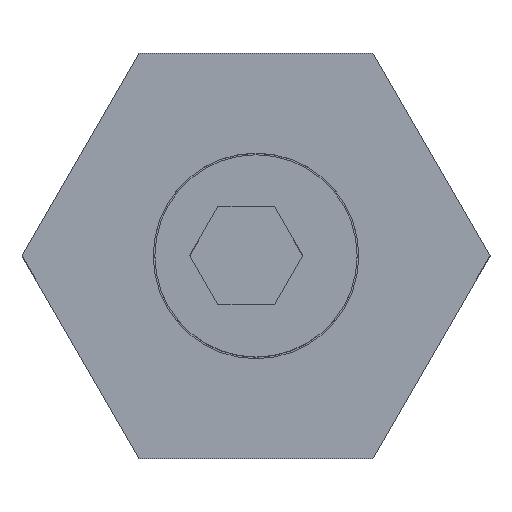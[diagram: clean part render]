
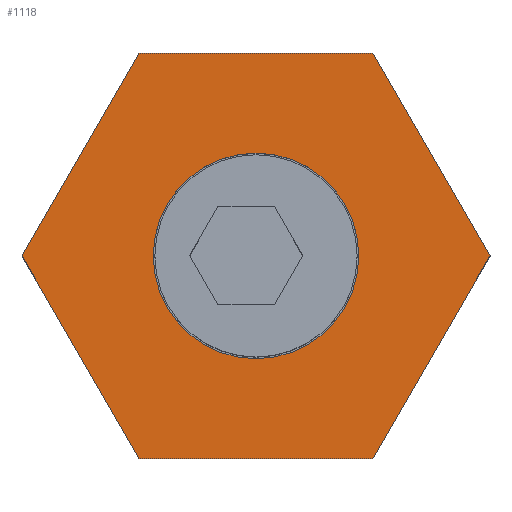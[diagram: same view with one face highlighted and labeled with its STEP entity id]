
A CAD part, top view. The second image highlights one B-rep face of the part: STEP entity #1118.
In plain terms, the highlighted planar face has unit normal (0, 0, 1).
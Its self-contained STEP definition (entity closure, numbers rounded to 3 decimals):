
#25 = VERTEX_POINT ( 'NONE', #452 ) ;
#31 = VERTEX_POINT ( 'NONE', #811 ) ;
#47 = LINE ( 'NONE', #215, #1035 ) ;
#65 = CARTESIAN_POINT ( 'NONE',  ( 0., 0., 4.6 ) ) ;
#67 = DIRECTION ( 'NONE',  ( 0., 0., 1. ) ) ;
#78 = DIRECTION ( 'NONE',  ( 0., 0., 1. ) ) ;
#85 = DIRECTION ( 'NONE',  ( 1., 0., 0. ) ) ;
#123 = LINE ( 'NONE', #505, #228 ) ;
#153 = LINE ( 'NONE', #995, #780 ) ;
#159 = DIRECTION ( 'NONE',  ( -0.5, 0.866, 0. ) ) ;
#164 = EDGE_CURVE ( 'NONE', #214, #311, #980, .T. ) ;
#202 = DIRECTION ( 'NONE',  ( 0.5, 0.866, 0. ) ) ;
#214 = VERTEX_POINT ( 'NONE', #572 ) ;
#215 = CARTESIAN_POINT ( 'NONE',  ( -11.915, 0., 4.6 ) ) ;
#225 = DIRECTION ( 'NONE',  ( 1., 0., 0. ) ) ;
#228 = VECTOR ( 'NONE', #324, 1000. ) ;
#262 = ORIENTED_EDGE ( 'NONE', *, *, #376, .T. ) ;
#267 = ORIENTED_EDGE ( 'NONE', *, *, #1068, .T. ) ;
#278 = LINE ( 'NONE', #357, #531 ) ;
#311 = VERTEX_POINT ( 'NONE', #903 ) ;
#324 = DIRECTION ( 'NONE',  ( -0.5, -0.866, 0. ) ) ;
#332 = PLANE ( 'NONE',  #670 ) ;
#357 = CARTESIAN_POINT ( 'NONE',  ( 5.958, -10.319, 4.6 ) ) ;
#366 = AXIS2_PLACEMENT_3D ( 'NONE', #421, #779, #696 ) ;
#376 = EDGE_CURVE ( 'NONE', #31, #689, #278, .T. ) ;
#421 = CARTESIAN_POINT ( 'NONE',  ( 0., 0., 4.6 ) ) ;
#452 = CARTESIAN_POINT ( 'NONE',  ( 5.958, 10.319, 4.6 ) ) ;
#466 = CARTESIAN_POINT ( 'NONE',  ( -5.958, -10.319, 4.6 ) ) ;
#476 = DIRECTION ( 'NONE',  ( 0.5, -0.866, 0. ) ) ;
#505 = CARTESIAN_POINT ( 'NONE',  ( -5.958, 10.319, 4.6 ) ) ;
#510 = ORIENTED_EDGE ( 'NONE', *, *, #882, .T. ) ;
#531 = VECTOR ( 'NONE', #202, 1000. ) ;
#536 = CARTESIAN_POINT ( 'NONE',  ( -11.915, 0., 4.6 ) ) ;
#538 = EDGE_CURVE ( 'NONE', #689, #25, #153, .T. ) ;
#556 = CARTESIAN_POINT ( 'NONE',  ( -5.958, 10.319, 4.6 ) ) ;
#572 = CARTESIAN_POINT ( 'NONE',  ( -5.232, 0., 4.6 ) ) ;
#598 = EDGE_CURVE ( 'NONE', #25, #1020, #928, .T. ) ;
#610 = EDGE_LOOP ( 'NONE', ( #1061, #661 ) ) ;
#656 = DIRECTION ( 'NONE',  ( -1., 0., 0. ) ) ;
#661 = ORIENTED_EDGE ( 'NONE', *, *, #767, .F. ) ;
#670 = AXIS2_PLACEMENT_3D ( 'NONE', #763, #67, #85 ) ;
#689 = VERTEX_POINT ( 'NONE', #770 ) ;
#696 = DIRECTION ( 'NONE',  ( 1., 0., 0. ) ) ;
#749 = CARTESIAN_POINT ( 'NONE',  ( -5.958, -10.319, 4.6 ) ) ;
#763 = CARTESIAN_POINT ( 'NONE',  ( 5.958, -10.319, 4.6 ) ) ;
#767 = EDGE_CURVE ( 'NONE', #311, #214, #944, .T. ) ;
#769 = ORIENTED_EDGE ( 'NONE', *, *, #538, .T. ) ;
#770 = CARTESIAN_POINT ( 'NONE',  ( 11.915, 0., 4.6 ) ) ;
#777 = DIRECTION ( 'NONE',  ( 1., 0., 0. ) ) ;
#778 = VERTEX_POINT ( 'NONE', #536 ) ;
#779 = DIRECTION ( 'NONE',  ( 0., 0., 1. ) ) ;
#780 = VECTOR ( 'NONE', #159, 1000. ) ;
#811 = CARTESIAN_POINT ( 'NONE',  ( 5.958, -10.319, 4.6 ) ) ;
#843 = FACE_BOUND ( 'NONE', #610, .T. ) ;
#851 = VECTOR ( 'NONE', #656, 1000. ) ;
#860 = FACE_OUTER_BOUND ( 'NONE', #985, .T. ) ;
#882 = EDGE_CURVE ( 'NONE', #778, #931, #47, .T. ) ;
#903 = CARTESIAN_POINT ( 'NONE',  ( 5.232, 0., 4.6 ) ) ;
#920 = ORIENTED_EDGE ( 'NONE', *, *, #598, .T. ) ;
#928 = LINE ( 'NONE', #1004, #851 ) ;
#931 = VERTEX_POINT ( 'NONE', #466 ) ;
#933 = EDGE_CURVE ( 'NONE', #931, #31, #1002, .T. ) ;
#944 = CIRCLE ( 'NONE', #366, 5.232 ) ;
#980 = CIRCLE ( 'NONE', #1051, 5.232 ) ;
#985 = EDGE_LOOP ( 'NONE', ( #993, #262, #769, #920, #267, #510 ) ) ;
#993 = ORIENTED_EDGE ( 'NONE', *, *, #933, .T. ) ;
#995 = CARTESIAN_POINT ( 'NONE',  ( 11.915, 0., 4.6 ) ) ;
#1002 = LINE ( 'NONE', #749, #1053 ) ;
#1004 = CARTESIAN_POINT ( 'NONE',  ( 5.958, 10.319, 4.6 ) ) ;
#1020 = VERTEX_POINT ( 'NONE', #556 ) ;
#1035 = VECTOR ( 'NONE', #476, 1000. ) ;
#1051 = AXIS2_PLACEMENT_3D ( 'NONE', #65, #78, #777 ) ;
#1053 = VECTOR ( 'NONE', #225, 1000. ) ;
#1061 = ORIENTED_EDGE ( 'NONE', *, *, #164, .F. ) ;
#1068 = EDGE_CURVE ( 'NONE', #1020, #778, #123, .T. ) ;
#1118 = ADVANCED_FACE ( 'NONE', ( #860, #843 ), #332, .T. ) ;
